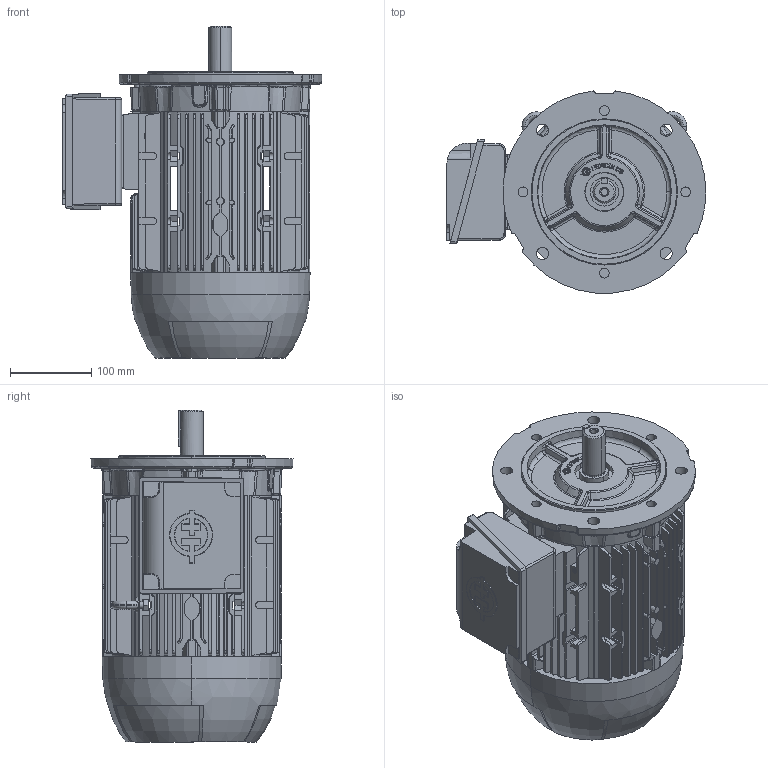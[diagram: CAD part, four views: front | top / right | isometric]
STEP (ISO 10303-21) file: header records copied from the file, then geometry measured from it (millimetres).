
FILE_DESCRIPTION (( 'STEP AP203' ), '1' );
FILE_NAME ('112S_SP_FF_RIGHT.STEP', '2022-06-28T18:47:08', ( '' ), ( '' ), 'SwSTEP 2.0', 'SolidWorks 2020', '' );
FILE_SCHEMA (( 'CONFIG_CONTROL_DESIGN' ));
Products named in the file (1): 112S_SP_FF_RIGHT
Bounding box: 319.61 x 248.63 x 408.5 mm (x, y, z)
Surface area: 704051.2 mm2 (no closed solid volume)
Topology: 0 solids, 18 shells, 1884 faces, 5752 edges, 3822 vertices
Faces by surface type: plane 972, cylinder 396, cone 217, bspline 195, torus 104
Entity records: 73542 total; most frequent: CARTESIAN_POINT 26952, ORIENTED_EDGE 10250, DIRECTION 8429, EDGE_CURVE 5713, VERTEX_POINT 3822, LINE 2943, VECTOR 2943, AXIS2_PLACEMENT_3D 2743
